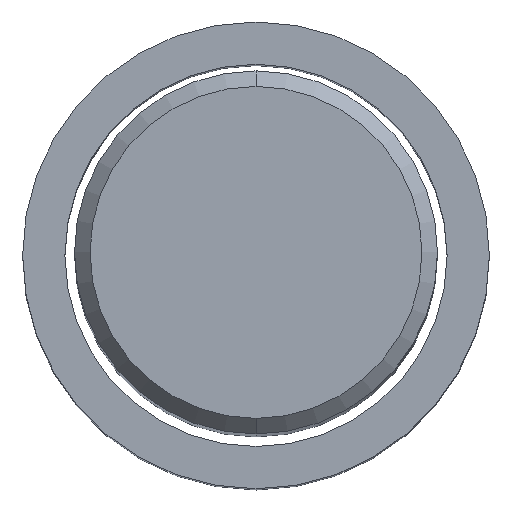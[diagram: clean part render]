
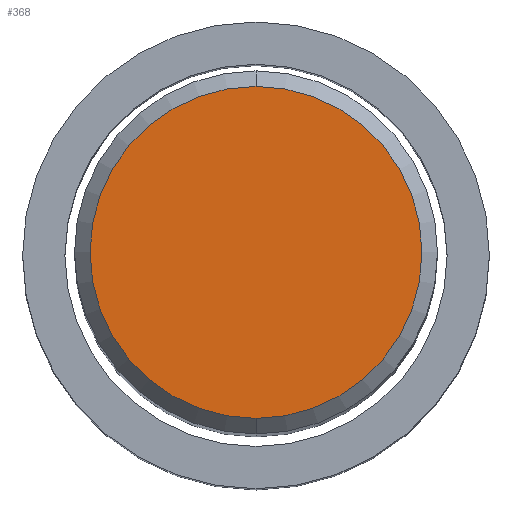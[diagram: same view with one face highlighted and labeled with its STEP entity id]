
A CAD part, top view. The second image highlights one B-rep face of the part: STEP entity #368.
In plain terms, the highlighted planar face has unit normal (0, 0, 1).
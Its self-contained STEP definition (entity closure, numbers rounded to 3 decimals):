
#204=EDGE_CURVE('',#328,#262,#504,.T.);
#262=VERTEX_POINT('',#571);
#268=EDGE_CURVE('',#262,#328,#578,.T.);
#328=VERTEX_POINT('',#641);
#368=ADVANCED_FACE('',(#685),#686,.T.);
#504=CIRCLE('',#884,6.4);
#571=CARTESIAN_POINT('',(0.,-6.4,0.0));
#578=CIRCLE('',#1078,6.4);
#641=CARTESIAN_POINT('',(0.0,6.4,0.0));
#685=FACE_OUTER_BOUND('',#1272,.T.);
#686=PLANE('',#1273);
#884=AXIS2_PLACEMENT_3D('',#1517,#1518,#1519);
#1078=AXIS2_PLACEMENT_3D('',#1611,#1612,#1613);
#1272=EDGE_LOOP('',(#1725,#1726));
#1273=AXIS2_PLACEMENT_3D('',#1727,#1728,#1729);
#1517=CARTESIAN_POINT('',(0.0,0.0,0.0));
#1518=DIRECTION('',(0.0,0.0,-1.0));
#1519=DIRECTION('',(0.0,1.0,0.0));
#1611=CARTESIAN_POINT('',(0.0,0.0,0.0));
#1612=DIRECTION('',(0.0,0.0,-1.0));
#1613=DIRECTION('',(0.0,1.0,0.0));
#1725=ORIENTED_EDGE('',*,*,#204,.F.);
#1726=ORIENTED_EDGE('',*,*,#268,.F.);
#1727=CARTESIAN_POINT('',(0.0,3.2,0.0));
#1728=DIRECTION('',(-0.0,0.0,1.0));
#1729=DIRECTION('',(0.0,-1.0,0.0));
